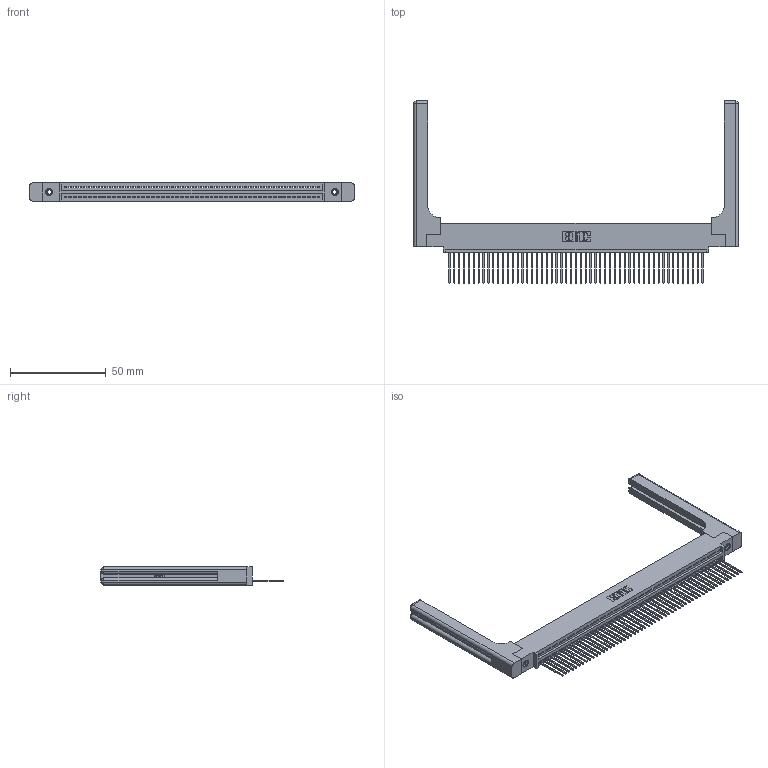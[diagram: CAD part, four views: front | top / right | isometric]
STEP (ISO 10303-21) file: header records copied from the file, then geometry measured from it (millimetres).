
FILE_DESCRIPTION (( 'STEP AP203' ), '1' );
FILE_NAME ('345-053-542-458.STEP', '2019-10-09T21:40:45', ( '' ), ( '' ), 'SwSTEP 2.0', 'SolidWorks 2016', '' );
FILE_SCHEMA (( 'CONFIG_CONTROL_DESIGN' ));
Length unit declared in the file: inch
Products named in the file (5): 345-220-058_345-220-058; 345-053-542-458; 345-292-001_345-293-142; 345 Part_0.110 Offset - 0.156 Dia-TH; 345-250-001_345-250-001-102
Assembly tree (58 placements, depth 2):
  345-053-542-458
    345 Part_0.110 Offset - 0.156 Dia-TH
    345-292-001_345-293-142  x53
    345-250-001_345-250-001-102  x2
    345-220-058_345-220-058  x2
Bounding box: 169.65 x 95.05 x 9.4 mm (x, y, z)
Volume: 24752.8 mm3; surface area: 27874.6 mm2
Topology: 58 solids, 58 shells, 3460 faces, 10347 edges, 6806 vertices
Faces by surface type: plane 2352, cylinder 1048, bspline 36, cone 12, sphere 8, torus 4
Entity records: 43740 total; most frequent: CARTESIAN_POINT 8548, ORIENTED_EDGE 7332, DIRECTION 6396, EDGE_CURVE 3666, LINE 3230, VECTOR 3230, VERTEX_POINT 2434, AXIS2_PLACEMENT_3D 1583
